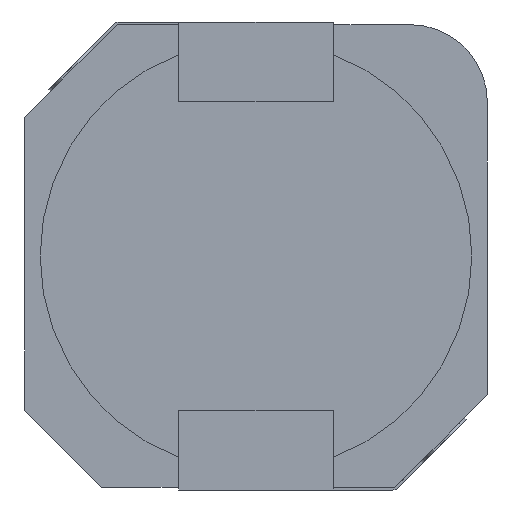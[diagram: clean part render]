
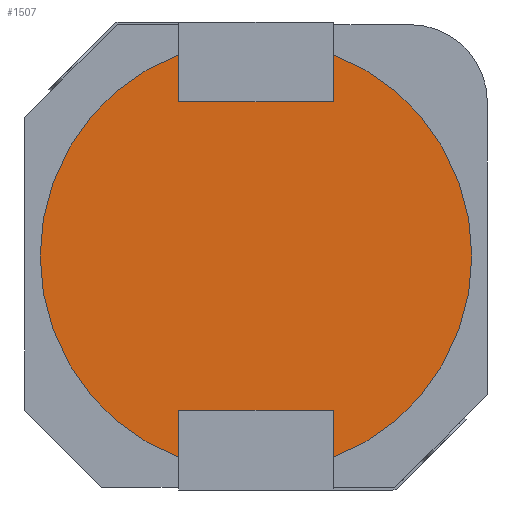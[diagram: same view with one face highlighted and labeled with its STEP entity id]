
A CAD part, front view. The second image highlights one B-rep face of the part: STEP entity #1507.
In plain terms, the highlighted planar face has unit normal (0, -1, 0).
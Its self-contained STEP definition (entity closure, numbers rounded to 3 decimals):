
#51=CIRCLE('',#1604,2.8);
#52=CIRCLE('',#1605,2.8);
#89=FACE_OUTER_BOUND('',#158,.T.);
#158=EDGE_LOOP('',(#1048,#1049));
#611=VERTEX_POINT('',#2104);
#612=VERTEX_POINT('',#2106);
#793=EDGE_CURVE('',#611,#612,#51,.T.);
#794=EDGE_CURVE('',#612,#611,#52,.T.);
#1048=ORIENTED_EDGE('',*,*,#794,.F.);
#1049=ORIENTED_EDGE('',*,*,#793,.F.);
#1447=PLANE('',#1606);
#1507=ADVANCED_FACE('',(#89),#1447,.F.);
#1604=AXIS2_PLACEMENT_3D('',#2107,#1737,#1738);
#1605=AXIS2_PLACEMENT_3D('',#2108,#1739,#1740);
#1606=AXIS2_PLACEMENT_3D('',#2109,#1741,#1742);
#1737=DIRECTION('center_axis',(0.,1.,0.));
#1738=DIRECTION('ref_axis',(0.,0.,1.));
#1739=DIRECTION('center_axis',(0.,1.,0.));
#1740=DIRECTION('ref_axis',(0.,0.,1.));
#1741=DIRECTION('center_axis',(0.,1.,0.));
#1742=DIRECTION('ref_axis',(0.,0.,1.));
#2104=CARTESIAN_POINT('',(0.,-0.2,-2.8));
#2106=CARTESIAN_POINT('',(0.,-0.2,2.8));
#2107=CARTESIAN_POINT('Origin',(0.,-0.2,0.));
#2108=CARTESIAN_POINT('Origin',(0.,-0.2,0.));
#2109=CARTESIAN_POINT('Origin',(-6.301,-0.2,0.));
